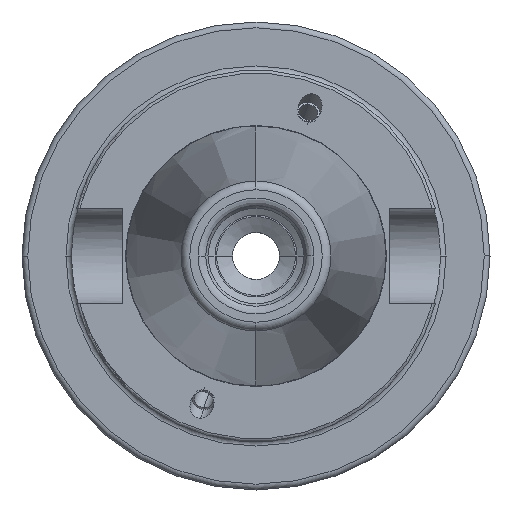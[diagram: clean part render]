
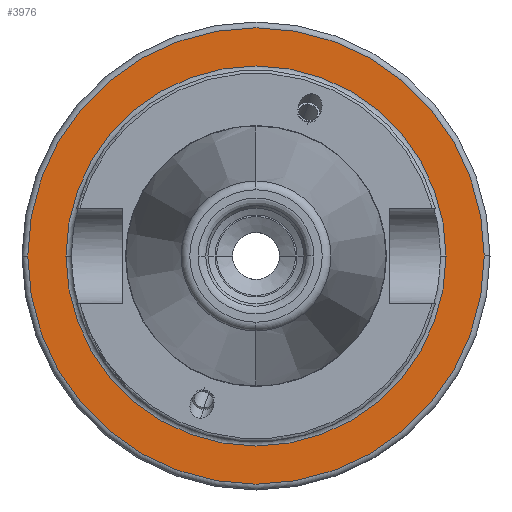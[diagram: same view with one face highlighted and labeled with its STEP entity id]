
A CAD part, left-side view. The second image highlights one B-rep face of the part: STEP entity #3976.
In plain terms, the highlighted planar face has unit normal (-1, 0, 0).
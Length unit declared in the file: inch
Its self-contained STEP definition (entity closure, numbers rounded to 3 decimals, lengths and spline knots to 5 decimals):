
#1268=CARTESIAN_POINT('',(1.378,0.,0.));
#1269=DIRECTION('',(-1.,0.,0.));
#1270=DIRECTION('',(0.,1.,0.));
#1271=AXIS2_PLACEMENT_3D('',#1268,#1269,#1270);
#1273=CARTESIAN_POINT('',(1.378,0.,0.));
#1274=DIRECTION('',(-1.,0.,0.));
#1275=DIRECTION('',(0.,-1.,0.));
#1276=AXIS2_PLACEMENT_3D('',#1273,#1274,#1275);
#1278=CARTESIAN_POINT('',(1.378,0.,0.));
#1279=DIRECTION('',(1.,0.,0.));
#1280=DIRECTION('',(0.,-1.,0.));
#1281=AXIS2_PLACEMENT_3D('',#1278,#1279,#1280);
#1283=CARTESIAN_POINT('',(1.378,0.,0.));
#1284=DIRECTION('',(1.,0.,0.));
#1285=DIRECTION('',(0.,1.,0.));
#1286=AXIS2_PLACEMENT_3D('',#1283,#1284,#1285);
#2721=CARTESIAN_POINT('',(1.378,1.279,0.));
#2722=CARTESIAN_POINT('',(1.378,-1.279,0.));
#2723=VERTEX_POINT('',#2721);
#2724=VERTEX_POINT('',#2722);
#2748=CARTESIAN_POINT('',(1.378,-1.536,0.));
#2749=CARTESIAN_POINT('',(1.378,1.536,0.));
#2750=VERTEX_POINT('',#2748);
#2751=VERTEX_POINT('',#2749);
#3960=CARTESIAN_POINT('',(1.378,0.,0.));
#3961=DIRECTION('',(1.,0.,0.));
#3962=DIRECTION('',(0.,-1.,0.));
#3963=AXIS2_PLACEMENT_3D('',#3960,#3961,#3962);
#3964=PLANE('',#3963);
#3966=ORIENTED_EDGE('',*,*,#3965,.T.);
#3968=ORIENTED_EDGE('',*,*,#3967,.T.);
#3969=EDGE_LOOP('',(#3966,#3968));
#3970=FACE_OUTER_BOUND('',#3969,.F.);
#3972=ORIENTED_EDGE('',*,*,#3971,.T.);
#3973=ORIENTED_EDGE('',*,*,#3950,.T.);
#3974=EDGE_LOOP('',(#3972,#3973));
#3975=FACE_BOUND('',#3974,.F.);
#3976=ADVANCED_FACE('',(#3970,#3975),#3964,.F.);
#1272=CIRCLE('',#1271,1.279);
#1277=CIRCLE('',#1276,1.279);
#1282=CIRCLE('',#1281,1.536);
#1287=CIRCLE('',#1286,1.536);
#3950=EDGE_CURVE('',#2724,#2723,#1277,.T.);
#3965=EDGE_CURVE('',#2750,#2751,#1282,.T.);
#3967=EDGE_CURVE('',#2751,#2750,#1287,.T.);
#3971=EDGE_CURVE('',#2723,#2724,#1272,.T.);
